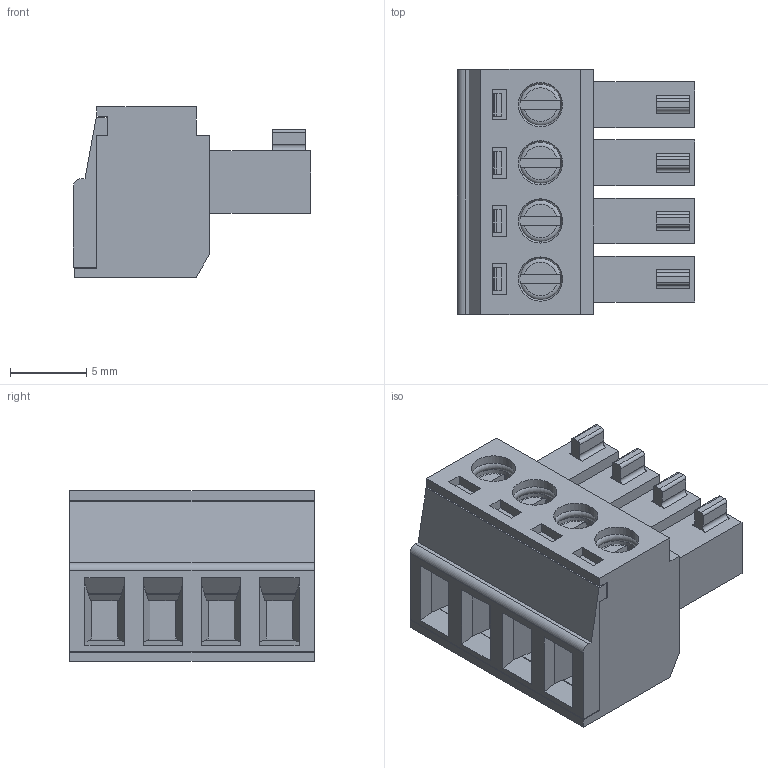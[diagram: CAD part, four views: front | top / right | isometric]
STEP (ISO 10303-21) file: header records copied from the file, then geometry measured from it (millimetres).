
FILE_DESCRIPTION(/* description */ ('Unknown'),/* implementation_level */ '2;1');
FILE_NAME(/* name */ 'MC420-38104-20230306',/* time_stamp */ '2023-03-27T17:59:36+08:00',/* author */ ('Unknown'),/* organization */ ('Unknown'),/* preprocessor_version */ 'ST-DEVELOPER v16.7',/* originating_system */ 'DEX',/* authorisation */ $);
FILE_SCHEMA (('AUTOMOTIVE_DESIGN {1 0 10303 214 3 1 1}'));
Length unit declared in the file: millimetre
Products named in the file (1): MC420-38104-20230306
Bounding box: 15.54 x 16.04 x 11.2 mm (x, y, z)
Volume: 1627.5 mm3; surface area: 1879.3 mm2
Topology: 5 solids, 5 shells, 350 faces, 950 edges, 620 vertices
Faces by surface type: plane 293, cylinder 45, torus 8, cone 4
Full cylindrical faces by diameter (mm): 2.1 x4, 2.8 x4, 2.9 x8
Entity records: 10978 total; most frequent: CARTESIAN_POINT 2157, ORIENTED_EDGE 1828, DIRECTION 1698, EDGE_CURVE 914, LINE 800, VECTOR 800, VERTEX_POINT 612, AXIS2_PLACEMENT_3D 449
